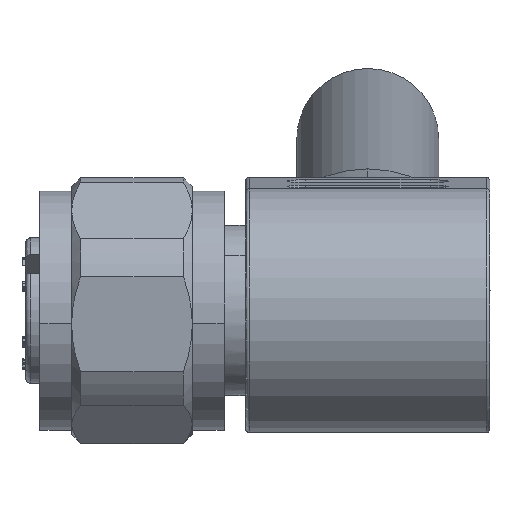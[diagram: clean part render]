
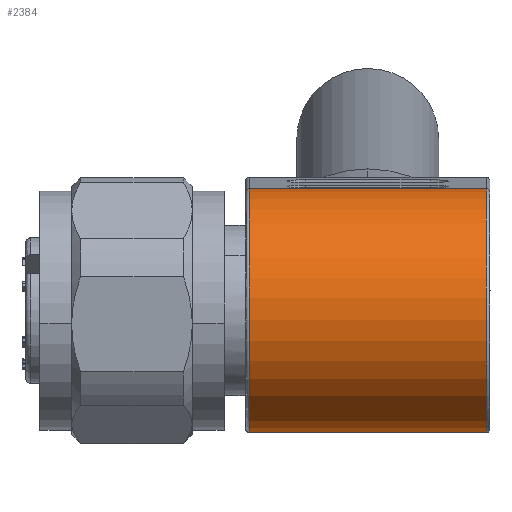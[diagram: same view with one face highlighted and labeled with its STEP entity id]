
A CAD part, top view. The second image highlights one B-rep face of the part: STEP entity #2384.
In plain terms, the highlighted cylindrical face has radius 6.891 mm (diameter 13.782 mm), a partial arc.
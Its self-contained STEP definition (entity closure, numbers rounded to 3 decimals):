
#272=CARTESIAN_POINT('',(14.825,0.,
0.));
#273=DIRECTION('',(1.,0.,0.));
#274=DIRECTION('',(0.,0.997,0.077));
#275=AXIS2_PLACEMENT_3D('',#272,#273,#274);
#282=DIRECTION('',(1.,0.,0.));
#283=VECTOR('',#282,13.38);
#284=CARTESIAN_POINT('',(14.825,6.871,0.529));
#285=LINE('',#284,#283);
#286=DIRECTION('',(-1.,0.,0.));
#287=VECTOR('',#286,13.38);
#288=CARTESIAN_POINT('',(28.205,-6.871,
-0.529));
#289=LINE('',#288,#287);
#331=CARTESIAN_POINT('',(28.205,0.,0.));
#332=DIRECTION('',(-1.,0.,0.));
#333=DIRECTION('',(0.,-0.997,-0.077));
#334=AXIS2_PLACEMENT_3D('',#331,#332,#333);
#1856=CARTESIAN_POINT('',(14.825,-6.871,
-0.529));
#1858=VERTEX_POINT('',#1856);
#1862=CARTESIAN_POINT('',(14.825,6.871,0.529));
#1863=CARTESIAN_POINT('',(28.205,6.871,0.529));
#1864=VERTEX_POINT('',#1862);
#1865=VERTEX_POINT('',#1863);
#1866=CARTESIAN_POINT('',(28.205,-6.871,
-0.529));
#1867=VERTEX_POINT('',#1866);
#2370=CARTESIAN_POINT('',(14.558,0.,0.));
#2371=DIRECTION('',(1.,0.,0.));
#2372=DIRECTION('',(0.,0.997,0.077));
#2373=AXIS2_PLACEMENT_3D('',#2370,#2371,#2372);
#2374=CYLINDRICAL_SURFACE('',#2373,6.891);
#2375=ORIENTED_EDGE('',*,*,#2363,.F.);
#2377=ORIENTED_EDGE('',*,*,#2376,.T.);
#2379=ORIENTED_EDGE('',*,*,#2378,.F.);
#2381=ORIENTED_EDGE('',*,*,#2380,.T.);
#2382=EDGE_LOOP('',(#2375,#2377,#2379,#2381));
#2383=FACE_OUTER_BOUND('',#2382,.F.);
#276=CIRCLE('',#275,6.891);
#335=CIRCLE('',#334,6.891);
#2363=EDGE_CURVE('',#1864,#1858,#276,.T.);
#2376=EDGE_CURVE('',#1864,#1865,#285,.T.);
#2378=EDGE_CURVE('',#1867,#1865,#335,.T.);
#2380=EDGE_CURVE('',#1867,#1858,#289,.T.);
#2384=ADVANCED_FACE('',(#2383),#2374,.T.);
